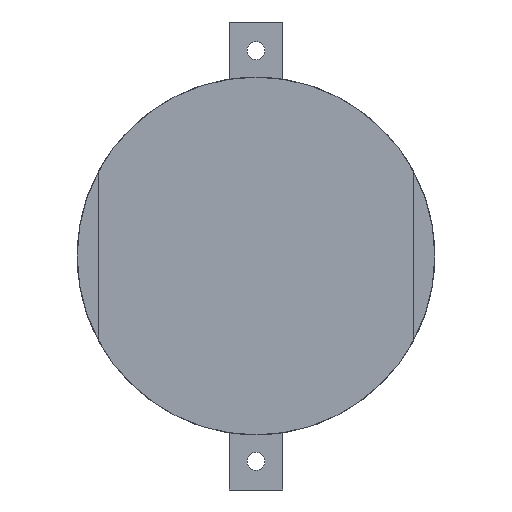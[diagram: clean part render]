
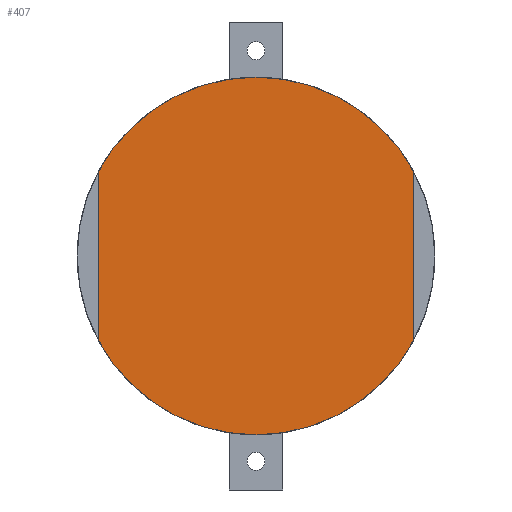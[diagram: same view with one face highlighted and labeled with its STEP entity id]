
A CAD part, front view. The second image highlights one B-rep face of the part: STEP entity #407.
In plain terms, the highlighted planar face has unit normal (0, -1, 0).
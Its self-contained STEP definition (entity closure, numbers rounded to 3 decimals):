
#21 = DIRECTION ( 'NONE',  ( 0., 0., 1. ) ) ;
#33 = ORIENTED_EDGE ( 'NONE', *, *, #2167, .F. ) ;
#62 = PLANE ( 'NONE',  #1919 ) ;
#129 = FACE_OUTER_BOUND ( 'NONE', #3006, .T. ) ;
#219 = CARTESIAN_POINT ( 'NONE',  ( -8.83, 0., -4.693 ) ) ;
#372 = DIRECTION ( 'NONE',  ( 0., 0., 1. ) ) ;
#407 = ADVANCED_FACE ( 'NONE', ( #129 ), #62, .F. ) ;
#494 = EDGE_CURVE ( 'NONE', #1246, #537, #960, .T. ) ;
#517 = CIRCLE ( 'NONE', #2983, 10. ) ;
#525 = DIRECTION ( 'NONE',  ( 0., 1., 0. ) ) ;
#537 = VERTEX_POINT ( 'NONE', #219 ) ;
#566 = CARTESIAN_POINT ( 'NONE',  ( 8.83, 0., 0. ) ) ;
#637 = CIRCLE ( 'NONE', #2559, 10. ) ;
#679 = VERTEX_POINT ( 'NONE', #1322 ) ;
#684 = DIRECTION ( 'NONE',  ( 0., 0., 1. ) ) ;
#711 = LINE ( 'NONE', #566, #2799 ) ;
#960 = LINE ( 'NONE', #1405, #1563 ) ;
#1026 = CIRCLE ( 'NONE', #3398, 10. ) ;
#1051 = CARTESIAN_POINT ( 'NONE',  ( 0., 0., -10. ) ) ;
#1116 = DIRECTION ( 'NONE',  ( 0., 1., 0. ) ) ;
#1191 = EDGE_CURVE ( 'NONE', #2803, #1779, #1026, .T. ) ;
#1246 = VERTEX_POINT ( 'NONE', #1859 ) ;
#1268 = EDGE_CURVE ( 'NONE', #1779, #537, #3349, .T. ) ;
#1321 = DIRECTION ( 'NONE',  ( 0., 0., 1. ) ) ;
#1322 = CARTESIAN_POINT ( 'NONE',  ( 8.83, 0., 4.693 ) ) ;
#1405 = CARTESIAN_POINT ( 'NONE',  ( -8.83, 0., 0. ) ) ;
#1444 = CARTESIAN_POINT ( 'NONE',  ( 8.83, 0., -4.693 ) ) ;
#1517 = CARTESIAN_POINT ( 'NONE',  ( 0., 0., 0. ) ) ;
#1563 = VECTOR ( 'NONE', #2255, 1000. ) ;
#1666 = VERTEX_POINT ( 'NONE', #2014 ) ;
#1779 = VERTEX_POINT ( 'NONE', #1051 ) ;
#1851 = EDGE_CURVE ( 'NONE', #1246, #1666, #517, .T. ) ;
#1859 = CARTESIAN_POINT ( 'NONE',  ( -8.83, 0., 4.693 ) ) ;
#1919 = AXIS2_PLACEMENT_3D ( 'NONE', #2505, #3313, #684 ) ;
#2014 = CARTESIAN_POINT ( 'NONE',  ( 0., 0., 10. ) ) ;
#2122 = CARTESIAN_POINT ( 'NONE',  ( 0., 0., 0. ) ) ;
#2150 = ORIENTED_EDGE ( 'NONE', *, *, #1851, .F. ) ;
#2167 = EDGE_CURVE ( 'NONE', #1666, #679, #637, .T. ) ;
#2178 = DIRECTION ( 'NONE',  ( 0., 0., 1. ) ) ;
#2191 = ORIENTED_EDGE ( 'NONE', *, *, #1191, .F. ) ;
#2255 = DIRECTION ( 'NONE',  ( 0., 0., -1. ) ) ;
#2431 = CARTESIAN_POINT ( 'NONE',  ( 0., 0., 0. ) ) ;
#2485 = DIRECTION ( 'NONE',  ( 0., 1., 0. ) ) ;
#2505 = CARTESIAN_POINT ( 'NONE',  ( 0., 0., 0. ) ) ;
#2547 = DIRECTION ( 'NONE',  ( 0., 1., 0. ) ) ;
#2559 = AXIS2_PLACEMENT_3D ( 'NONE', #1517, #2547, #3085 ) ;
#2565 = EDGE_CURVE ( 'NONE', #2803, #679, #711, .T. ) ;
#2653 = ORIENTED_EDGE ( 'NONE', *, *, #1268, .F. ) ;
#2799 = VECTOR ( 'NONE', #21, 1000. ) ;
#2803 = VERTEX_POINT ( 'NONE', #1444 ) ;
#2983 = AXIS2_PLACEMENT_3D ( 'NONE', #2993, #1116, #2178 ) ;
#2993 = CARTESIAN_POINT ( 'NONE',  ( 0., 0., 0. ) ) ;
#3006 = EDGE_LOOP ( 'NONE', ( #2150, #3116, #2653, #2191, #3380, #33 ) ) ;
#3029 = AXIS2_PLACEMENT_3D ( 'NONE', #2122, #525, #1321 ) ;
#3085 = DIRECTION ( 'NONE',  ( 0., 0., 1. ) ) ;
#3116 = ORIENTED_EDGE ( 'NONE', *, *, #494, .T. ) ;
#3313 = DIRECTION ( 'NONE',  ( 0., 1., 0. ) ) ;
#3349 = CIRCLE ( 'NONE', #3029, 10. ) ;
#3380 = ORIENTED_EDGE ( 'NONE', *, *, #2565, .T. ) ;
#3398 = AXIS2_PLACEMENT_3D ( 'NONE', #2431, #2485, #372 ) ;
